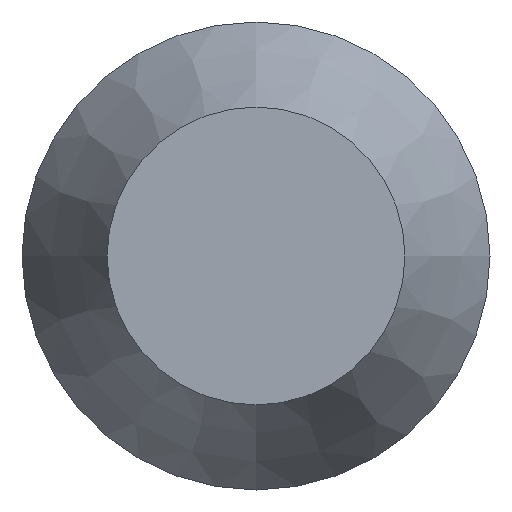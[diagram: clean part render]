
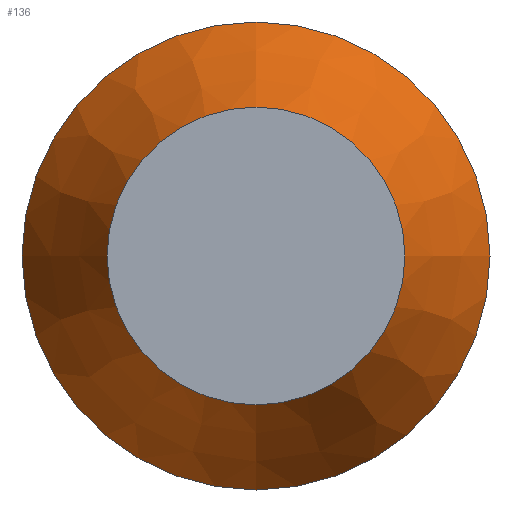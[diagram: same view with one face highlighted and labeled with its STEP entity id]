
A CAD part, front view. The second image highlights one B-rep face of the part: STEP entity #136.
In plain terms, the highlighted conical face has half-angle 26.565 degrees and reference radius 4.5 mm.
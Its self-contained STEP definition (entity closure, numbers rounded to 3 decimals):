
#17=CONICAL_SURFACE('',#170,4.5,0.464);
#25=FACE_OUTER_BOUND('',#33,.T.);
#33=EDGE_LOOP('',(#104,#105,#106,#107,#108,#109));
#41=LINE('',#255,#45);
#45=VECTOR('',#210,4.5);
#52=CIRCLE('',#168,3.5);
#53=CIRCLE('',#169,3.5);
#54=CIRCLE('',#171,5.5);
#55=CIRCLE('',#172,5.5);
#66=VERTEX_POINT('',#246);
#67=VERTEX_POINT('',#247);
#68=VERTEX_POINT('',#251);
#69=VERTEX_POINT('',#252);
#81=EDGE_CURVE('',#66,#67,#52,.T.);
#82=EDGE_CURVE('',#67,#66,#53,.T.);
#83=EDGE_CURVE('',#68,#69,#54,.T.);
#84=EDGE_CURVE('',#69,#68,#55,.T.);
#85=EDGE_CURVE('',#69,#67,#41,.T.);
#104=ORIENTED_EDGE('',*,*,#83,.F.);
#105=ORIENTED_EDGE('',*,*,#84,.F.);
#106=ORIENTED_EDGE('',*,*,#85,.T.);
#107=ORIENTED_EDGE('',*,*,#82,.T.);
#108=ORIENTED_EDGE('',*,*,#81,.T.);
#109=ORIENTED_EDGE('',*,*,#85,.F.);
#136=ADVANCED_FACE('',(#25),#17,.T.);
#168=AXIS2_PLACEMENT_3D('',#248,#200,#201);
#169=AXIS2_PLACEMENT_3D('',#249,#202,#203);
#170=AXIS2_PLACEMENT_3D('',#250,#204,#205);
#171=AXIS2_PLACEMENT_3D('',#253,#206,#207);
#172=AXIS2_PLACEMENT_3D('',#254,#208,#209);
#200=DIRECTION('center_axis',(0.,1.,0.));
#201=DIRECTION('ref_axis',(1.,0.,0.));
#202=DIRECTION('center_axis',(0.,1.,0.));
#203=DIRECTION('ref_axis',(1.,0.,0.));
#204=DIRECTION('center_axis',(0.,1.,0.));
#205=DIRECTION('ref_axis',(-1.,0.,0.));
#206=DIRECTION('center_axis',(0.,1.,0.));
#207=DIRECTION('ref_axis',(1.,0.,0.));
#208=DIRECTION('center_axis',(0.,1.,0.));
#209=DIRECTION('ref_axis',(1.,0.,0.));
#210=DIRECTION('',(-0.447,-0.894,0.));
#246=CARTESIAN_POINT('',(-3.5,0.,0.));
#247=CARTESIAN_POINT('',(3.5,0.,0.));
#248=CARTESIAN_POINT('Origin',(0.,0.,0.));
#249=CARTESIAN_POINT('Origin',(0.,0.,0.));
#250=CARTESIAN_POINT('Origin',(0.,2.,0.));
#251=CARTESIAN_POINT('',(-5.5,4.,0.));
#252=CARTESIAN_POINT('',(5.5,4.,0.));
#253=CARTESIAN_POINT('Origin',(0.,4.,0.));
#254=CARTESIAN_POINT('Origin',(0.,4.,0.));
#255=CARTESIAN_POINT('',(4.5,2.,0.));
